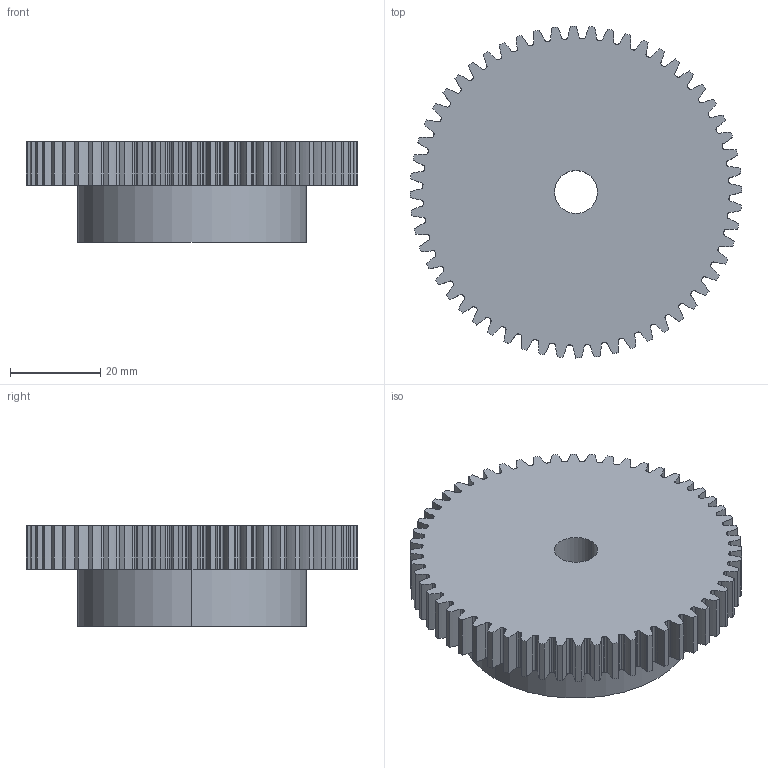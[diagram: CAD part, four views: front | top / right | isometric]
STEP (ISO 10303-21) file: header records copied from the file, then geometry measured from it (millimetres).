
FILE_DESCRIPTION (( 'STEP AP214' ), '1' );
FILE_NAME ('RushGears_ap214_S2056.step', '2013-04-09T05:56:20', ( 'Faro' ), ( 'Microsoft' ), 'SwSTEP 2.0', 'SolidWorks 2010', '' );
FILE_SCHEMA (( 'AUTOMOTIVE_DESIGN' ));
Length unit declared in the file: inch
Products named in the file (1): RushGears_ap214_S2056
Bounding box: 73.66 x 73.66 x 22.35 mm (x, y, z)
Volume: 62305.7 mm3; surface area: 14805.5 mm2
Topology: 1 solids, 1 shells, 371 faces, 1104 edges, 736 vertices
Faces by surface type: cylinder 368, plane 3
Entity records: 12958 total; most frequent: DIRECTION 2584, CARTESIAN_POINT 2212, ORIENTED_EDGE 2208, AXIS2_PLACEMENT_3D 1108, EDGE_CURVE 1104, CIRCLE 736, VERTEX_POINT 736, EDGE_LOOP 374
